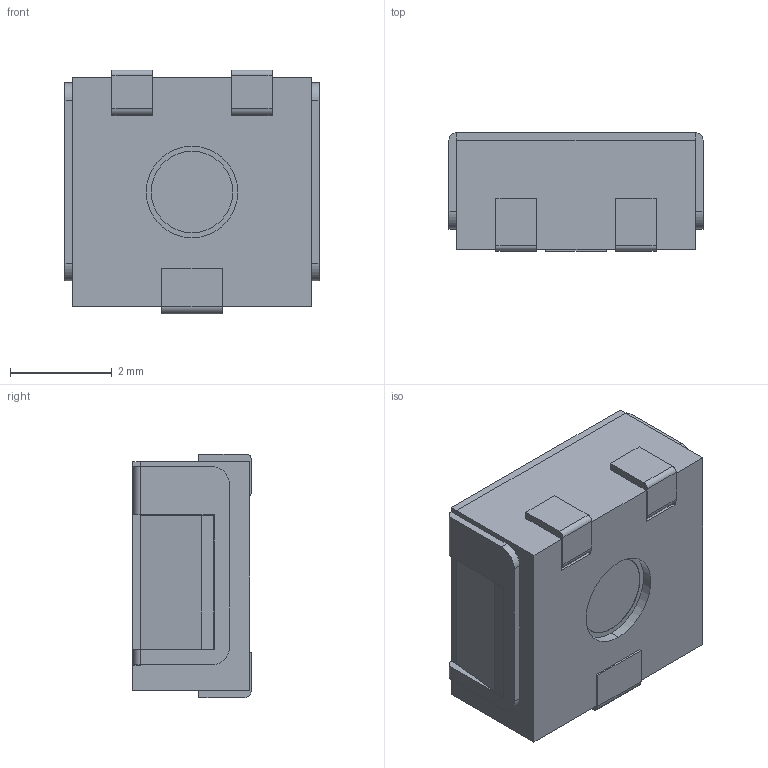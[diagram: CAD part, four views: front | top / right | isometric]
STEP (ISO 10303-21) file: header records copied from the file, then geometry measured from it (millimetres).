
FILE_DESCRIPTION (( 'STEP AP214' ), '1' );
FILE_NAME ('ST-4EA.STEP', '2020-04-21T11:25:32', ( '' ), ( '' ), 'SwSTEP 2.0', 'SolidWorks 2019', '' );
FILE_SCHEMA (( 'AUTOMOTIVE_DESIGN' ));
Length unit declared in the file: millimetre
Products named in the file (1): ST-4EA
Bounding box: 5 x 2.33 x 4.8 mm (x, y, z)
Volume: 49.1 mm3; surface area: 177.9 mm2
Topology: 6 solids, 6 shells, 243 faces, 653 edges, 428 vertices
Faces by surface type: plane 167, cylinder 37, bspline 37, cone 2
Entity records: 10210 total; most frequent: CARTESIAN_POINT 2854, ORIENTED_EDGE 1306, DIRECTION 1071, EDGE_CURVE 653, LINE 493, VECTOR 493, VERTEX_POINT 428, AXIS2_PLACEMENT_3D 289
